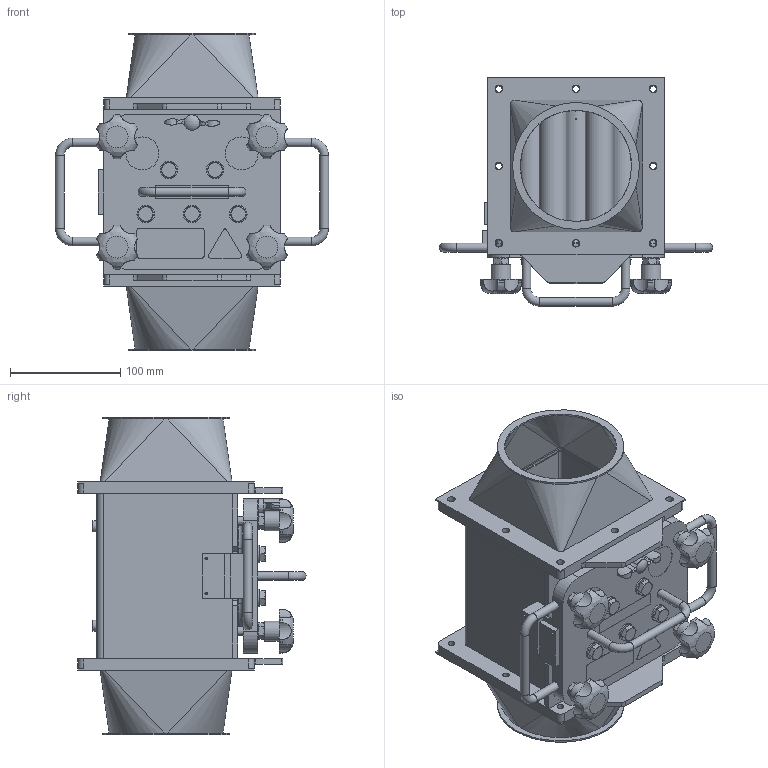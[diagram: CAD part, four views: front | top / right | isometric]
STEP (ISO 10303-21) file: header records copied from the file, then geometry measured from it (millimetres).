
FILE_DESCRIPTION(/* description */ (''),/* implementation_level */ '2;1');
FILE_NAME(/* name */ 'Nieuwe STEP''s (23-03-2022)\SECFQ10030 -.stp',/* time_stamp */ '2022-03-23T10:30:58+01:00',/* author */ ('CR'),/* organization */ (''),/* preprocessor_version */ 'ST-DEVELOPER v18.1',/* originating_system */ 'Autodesk Inventor 2021',/* authorisation */ '');
FILE_SCHEMA (('AUTOMOTIVE_DESIGN { 1 0 10303 214 3 1 1 }'));
Length unit declared in the file: millimetre
Products named in the file (1): Part1
Bounding box: 248 x 207 x 288 mm (x, y, z)
Volume: 1004343.3 mm3; surface area: 547476.9 mm2
Topology: 4 solids, 16 shells, 810 faces, 1898 edges, 1198 vertices
Faces by surface type: plane 343, cylinder 286, cone 84, torus 58, bspline 36, sphere 3
Full cylindrical faces by diameter (mm): 2.459 x4, 4.917 x2, 6 x17, 6.647 x9, 7 x17, 7.323 x5, 8 x22, 8.4 x5, 8.5 x5, 10 x6, 11.4 x5, 12 x2, 14 x1, 16 x5, 18 x4, 24 x5, 25 x15, 30 x2, 115 x2
Entity records: 25868 total; most frequent: CARTESIAN_POINT 7286, DIRECTION 3902, ORIENTED_EDGE 3778, EDGE_CURVE 1889, AXIS2_PLACEMENT_3D 1498, VERTEX_POINT 1198, EDGE_LOOP 974, LINE 906
